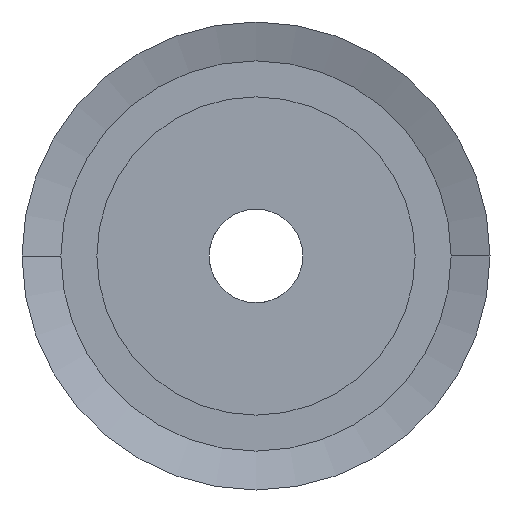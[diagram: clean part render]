
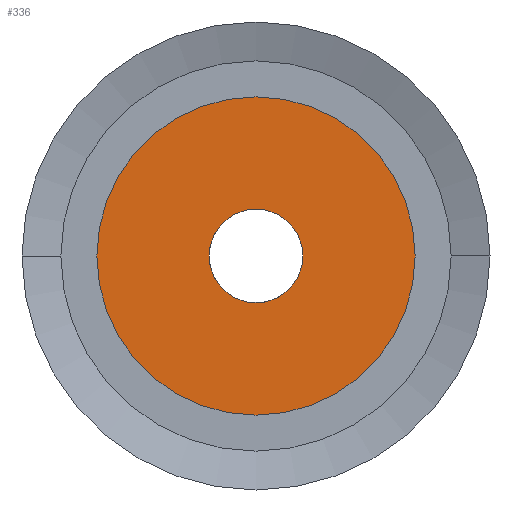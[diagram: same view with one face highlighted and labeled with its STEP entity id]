
A CAD part, left-side view. The second image highlights one B-rep face of the part: STEP entity #336.
In plain terms, the highlighted planar face has unit normal (-1, 0, 0).
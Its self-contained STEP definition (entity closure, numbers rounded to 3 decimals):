
#336 = ADVANCED_FACE( '', ( #718, #719 ), #720, .T. );
#718 = FACE_BOUND( '', #1147, .T. );
#719 = FACE_OUTER_BOUND( '', #1148, .T. );
#720 = PLANE( '', #1149 );
#1147 = EDGE_LOOP( '', ( #2693, #2694 ) );
#1148 = EDGE_LOOP( '', ( #2695, #2696 ) );
#1149 = AXIS2_PLACEMENT_3D( '', #2697, #2698, #2699 );
#2693 = ORIENTED_EDGE( '', *, *, #3124, .T. );
#2694 = ORIENTED_EDGE( '', *, *, #3047, .T. );
#2695 = ORIENTED_EDGE( '', *, *, #3019, .T. );
#2696 = ORIENTED_EDGE( '', *, *, #3496, .T. );
#2697 = CARTESIAN_POINT( '', ( -5.15, 4.25, 0. ) );
#2698 = DIRECTION( '', ( -1., 0., 0. ) );
#2699 = DIRECTION( '', ( 0., 1., 0. ) );
#3019 = EDGE_CURVE( '', #3590, #3594, #3596, .T. );
#3047 = EDGE_CURVE( '', #3646, #3643, #3647, .T. );
#3124 = EDGE_CURVE( '', #3643, #3646, #3779, .T. );
#3496 = EDGE_CURVE( '', #3594, #3590, #4387, .T. );
#3590 = VERTEX_POINT( '', #4535 );
#3594 = VERTEX_POINT( '', #4540 );
#3596 = CIRCLE( '', #4543, 8.5 );
#3643 = VERTEX_POINT( '', #4604 );
#3646 = VERTEX_POINT( '', #4608 );
#3647 = CIRCLE( '', #4609, 2.5 );
#3779 = CIRCLE( '', #5135, 2.5 );
#4387 = CIRCLE( '', #5865, 8.5 );
#4535 = CARTESIAN_POINT( '', ( -5.15, 8.5, 0. ) );
#4540 = CARTESIAN_POINT( '', ( -5.15, -8.5, 0. ) );
#4543 = AXIS2_PLACEMENT_3D( '', #6081, #6082, #6083 );
#4604 = CARTESIAN_POINT( '', ( -5.15, 2.5, 0. ) );
#4608 = CARTESIAN_POINT( '', ( -5.15, -2.5, 0. ) );
#4609 = AXIS2_PLACEMENT_3D( '', #6135, #6136, #6137 );
#5135 = AXIS2_PLACEMENT_3D( '', #6216, #6217, #6218 );
#5865 = AXIS2_PLACEMENT_3D( '', #7088, #7089, #7090 );
#6081 = CARTESIAN_POINT( '', ( -5.15, 0., 0. ) );
#6082 = DIRECTION( '', ( -1., 0., 0. ) );
#6083 = DIRECTION( '', ( 0., 1., 0. ) );
#6135 = CARTESIAN_POINT( '', ( -5.15, 0., 0. ) );
#6136 = DIRECTION( '', ( 1., 0., 0. ) );
#6137 = DIRECTION( '', ( 0., 1., 0. ) );
#6216 = CARTESIAN_POINT( '', ( -5.15, 0., 0. ) );
#6217 = DIRECTION( '', ( 1., 0., 0. ) );
#6218 = DIRECTION( '', ( 0., 1., 0. ) );
#7088 = CARTESIAN_POINT( '', ( -5.15, 0., 0. ) );
#7089 = DIRECTION( '', ( -1., 0., 0. ) );
#7090 = DIRECTION( '', ( 0., 1., 0. ) );
